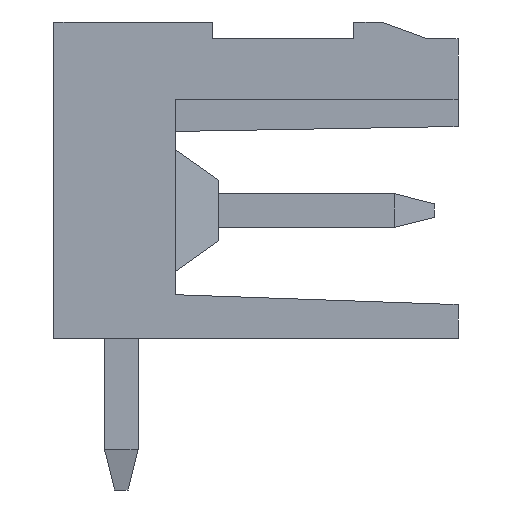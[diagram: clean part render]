
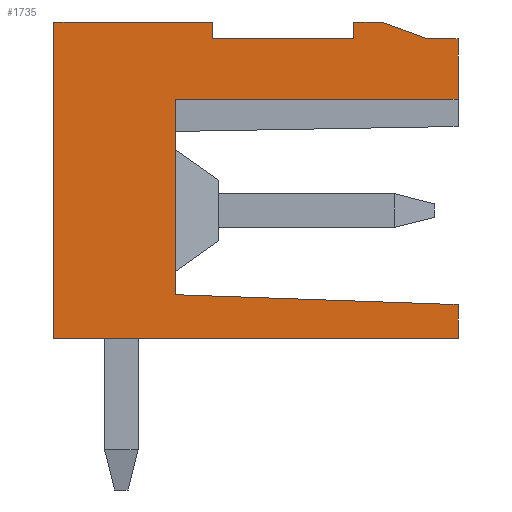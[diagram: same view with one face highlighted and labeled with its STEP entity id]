
A CAD part, left-side view. The second image highlights one B-rep face of the part: STEP entity #1735.
In plain terms, the highlighted planar face has unit normal (-1, 0, 0).
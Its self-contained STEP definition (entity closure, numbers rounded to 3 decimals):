
#1635=AXIS2_PLACEMENT_3D('Plane Axis2P3D',#1632,#1633,#1634) ;
#49=CARTESIAN_POINT('Vertex',(0.,0.,13.4)) ;
#52=CARTESIAN_POINT('Line Origine',(0.,0.,12.5)) ;
#56=CARTESIAN_POINT('Vertex',(0.,0.,11.6)) ;
#1616=CARTESIAN_POINT('Vertex',(0.,0.9,13.4)) ;
#1619=CARTESIAN_POINT('Line Origine',(0.,0.45,13.4)) ;
#1632=CARTESIAN_POINT('Axis2P3D Location',(0.,0.,1.3)) ;
#1637=CARTESIAN_POINT('Line Origine',(0.,1.587,13.65)) ;
#1641=CARTESIAN_POINT('Vertex',(0.,2.274,13.9)) ;
#1644=CARTESIAN_POINT('Line Origine',(0.,2.687,13.9)) ;
#1648=CARTESIAN_POINT('Vertex',(0.,3.1,13.9)) ;
#1651=CARTESIAN_POINT('Line Origine',(0.,3.1,13.65)) ;
#1655=CARTESIAN_POINT('Vertex',(0.,3.1,13.4)) ;
#1658=CARTESIAN_POINT('Line Origine',(0.,5.2,13.4)) ;
#1662=CARTESIAN_POINT('Vertex',(0.,7.3,13.4)) ;
#1665=CARTESIAN_POINT('Line Origine',(0.,7.3,13.65)) ;
#1669=CARTESIAN_POINT('Vertex',(0.,7.3,13.9)) ;
#1672=CARTESIAN_POINT('Line Origine',(0.,9.65,13.9)) ;
#1676=CARTESIAN_POINT('Vertex',(0.,12.,13.9)) ;
#1679=CARTESIAN_POINT('Line Origine',(0.,12.,9.2)) ;
#1683=CARTESIAN_POINT('Vertex',(0.,12.,4.5)) ;
#1686=CARTESIAN_POINT('Line Origine',(0.,6.,4.5)) ;
#1690=CARTESIAN_POINT('Vertex',(0.,0.,4.5)) ;
#1693=CARTESIAN_POINT('Line Origine',(0.,0.,5.003)) ;
#1697=CARTESIAN_POINT('Vertex',(0.,0.,5.507)) ;
#1700=CARTESIAN_POINT('Line Origine',(0.,4.2,5.653)) ;
#1704=CARTESIAN_POINT('Vertex',(0.,8.4,5.8)) ;
#1707=CARTESIAN_POINT('Line Origine',(0.,8.4,8.7)) ;
#1711=CARTESIAN_POINT('Vertex',(0.,8.4,11.6)) ;
#1714=CARTESIAN_POINT('Line Origine',(0.,4.2,11.6)) ;
#53=DIRECTION('Vector Direction',(0.,0.,-1.)) ;
#1620=DIRECTION('Vector Direction',(0.,-1.,0.)) ;
#1633=DIRECTION('Axis2P3D Direction',(-1.,0.,0.)) ;
#1634=DIRECTION('Axis2P3D XDirection',(0.,-1.,0.)) ;
#1638=DIRECTION('Vector Direction',(0.,-0.94,-0.342)) ;
#1645=DIRECTION('Vector Direction',(0.,-1.,0.)) ;
#1652=DIRECTION('Vector Direction',(0.,0.,1.)) ;
#1659=DIRECTION('Vector Direction',(0.,-1.,0.)) ;
#1666=DIRECTION('Vector Direction',(0.,0.,-1.)) ;
#1673=DIRECTION('Vector Direction',(0.,-1.,0.)) ;
#1680=DIRECTION('Vector Direction',(0.,0.,1.)) ;
#1687=DIRECTION('Vector Direction',(0.,1.,0.)) ;
#1694=DIRECTION('Vector Direction',(0.,0.,-1.)) ;
#1701=DIRECTION('Vector Direction',(0.,0.999,0.035)) ;
#1708=DIRECTION('Vector Direction',(0.,0.,-1.)) ;
#1715=DIRECTION('Vector Direction',(0.,1.,0.)) ;
#54=VECTOR('Line Direction',#53,1.) ;
#1621=VECTOR('Line Direction',#1620,1.) ;
#1639=VECTOR('Line Direction',#1638,1.) ;
#1646=VECTOR('Line Direction',#1645,1.) ;
#1653=VECTOR('Line Direction',#1652,1.) ;
#1660=VECTOR('Line Direction',#1659,1.) ;
#1667=VECTOR('Line Direction',#1666,1.) ;
#1674=VECTOR('Line Direction',#1673,1.) ;
#1681=VECTOR('Line Direction',#1680,1.) ;
#1688=VECTOR('Line Direction',#1687,1.) ;
#1695=VECTOR('Line Direction',#1694,1.) ;
#1702=VECTOR('Line Direction',#1701,1.) ;
#1709=VECTOR('Line Direction',#1708,1.) ;
#1716=VECTOR('Line Direction',#1715,1.) ;
#1720=ORIENTED_EDGE('',*,*,#58,.T.) ;
#1721=ORIENTED_EDGE('',*,*,#1623,.T.) ;
#1722=ORIENTED_EDGE('',*,*,#1643,.T.) ;
#1723=ORIENTED_EDGE('',*,*,#1650,.T.) ;
#1724=ORIENTED_EDGE('',*,*,#1657,.T.) ;
#1725=ORIENTED_EDGE('',*,*,#1664,.T.) ;
#1726=ORIENTED_EDGE('',*,*,#1671,.T.) ;
#1727=ORIENTED_EDGE('',*,*,#1678,.T.) ;
#1728=ORIENTED_EDGE('',*,*,#1685,.T.) ;
#1729=ORIENTED_EDGE('',*,*,#1692,.T.) ;
#1730=ORIENTED_EDGE('',*,*,#1699,.T.) ;
#1731=ORIENTED_EDGE('',*,*,#1706,.F.) ;
#1732=ORIENTED_EDGE('',*,*,#1713,.F.) ;
#1733=ORIENTED_EDGE('',*,*,#1718,.F.) ;
#1735=ADVANCED_FACE('HOUSING',(#1734),#1636,.T.) ;
#58=EDGE_CURVE('',#57,#50,#55,.F.) ;
#1623=EDGE_CURVE('',#50,#1617,#1622,.F.) ;
#1643=EDGE_CURVE('',#1617,#1642,#1640,.F.) ;
#1650=EDGE_CURVE('',#1642,#1649,#1647,.F.) ;
#1657=EDGE_CURVE('',#1649,#1656,#1654,.F.) ;
#1664=EDGE_CURVE('',#1656,#1663,#1661,.F.) ;
#1671=EDGE_CURVE('',#1663,#1670,#1668,.F.) ;
#1678=EDGE_CURVE('',#1670,#1677,#1675,.F.) ;
#1685=EDGE_CURVE('',#1677,#1684,#1682,.F.) ;
#1692=EDGE_CURVE('',#1684,#1691,#1689,.F.) ;
#1699=EDGE_CURVE('',#1691,#1698,#1696,.F.) ;
#1706=EDGE_CURVE('',#1705,#1698,#1703,.F.) ;
#1713=EDGE_CURVE('',#1712,#1705,#1710,.T.) ;
#1718=EDGE_CURVE('',#57,#1712,#1717,.T.) ;
#1719=EDGE_LOOP('',(#1720,#1721,#1722,#1723,#1724,#1725,#1726,#1727,#1728,#1729,#1730,#1731,#1732,#1733)) ;
#1734=FACE_OUTER_BOUND('',#1719,.T.) ;
#55=LINE('Line',#52,#54) ;
#1622=LINE('Line',#1619,#1621) ;
#1640=LINE('Line',#1637,#1639) ;
#1647=LINE('Line',#1644,#1646) ;
#1654=LINE('Line',#1651,#1653) ;
#1661=LINE('Line',#1658,#1660) ;
#1668=LINE('Line',#1665,#1667) ;
#1675=LINE('Line',#1672,#1674) ;
#1682=LINE('Line',#1679,#1681) ;
#1689=LINE('Line',#1686,#1688) ;
#1696=LINE('Line',#1693,#1695) ;
#1703=LINE('Line',#1700,#1702) ;
#1710=LINE('Line',#1707,#1709) ;
#1717=LINE('Line',#1714,#1716) ;
#1636=PLANE('',#1635) ;
#50=VERTEX_POINT('',#49) ;
#57=VERTEX_POINT('',#56) ;
#1617=VERTEX_POINT('',#1616) ;
#1642=VERTEX_POINT('',#1641) ;
#1649=VERTEX_POINT('',#1648) ;
#1656=VERTEX_POINT('',#1655) ;
#1663=VERTEX_POINT('',#1662) ;
#1670=VERTEX_POINT('',#1669) ;
#1677=VERTEX_POINT('',#1676) ;
#1684=VERTEX_POINT('',#1683) ;
#1691=VERTEX_POINT('',#1690) ;
#1698=VERTEX_POINT('',#1697) ;
#1705=VERTEX_POINT('',#1704) ;
#1712=VERTEX_POINT('',#1711) ;
